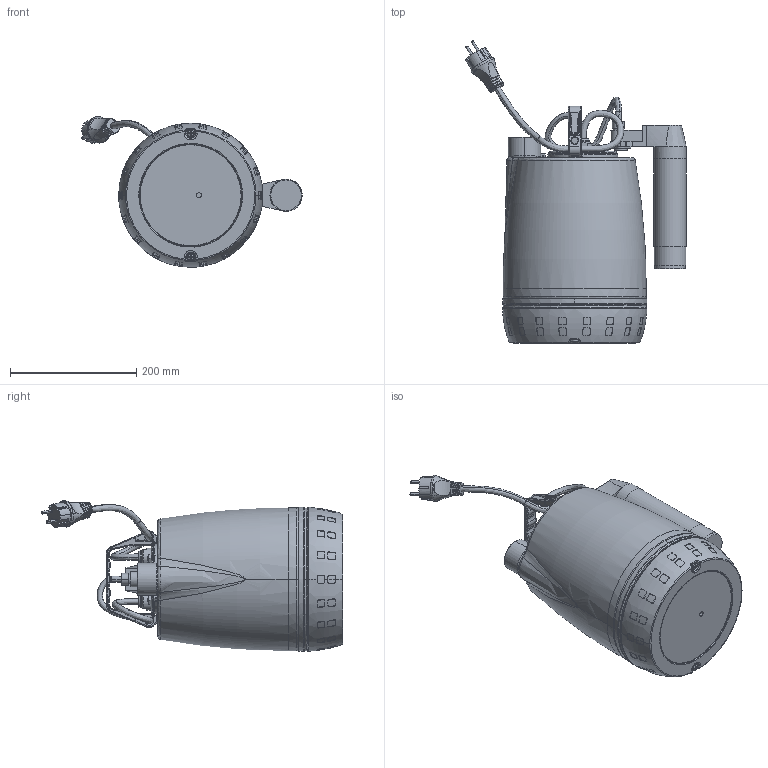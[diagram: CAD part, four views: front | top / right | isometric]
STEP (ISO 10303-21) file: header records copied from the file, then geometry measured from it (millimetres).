
FILE_DESCRIPTION (( 'STEP AP203' ), '1' );
FILE_NAME ('4.93.601.12swa00.step', '2023-06-14T14:49:30', ( '' ), ( '' ), 'SwSTEP 2.0', 'SolidWorks 2020', '' );
FILE_SCHEMA (( 'CONFIG_CONTROL_DESIGN' ));
Length unit declared in the file: millimetre
Products named in the file (6): Copia di Coperchio Mono GF^4.93.601.12swa00; 4.93.601.12swa00; Copia di 4_93_601_10_REV00^Copia di Coperchio Mono GF_4.93.601.12swa00; Copia di 4_93_601_03_REV00^4.93.601.12swa00; Copia di GF^Copia di Coperchio Mono GF_4.93.601.12swa00; Copia di 3_92_236_REV00^Copia di Coperchio Mono GF_4.93.601.12swa00
Assembly tree (5 placements, depth 3):
  4.93.601.12swa00
    Copia di Coperchio Mono GF^4.93.601.12swa00
      Copia di 4_93_601_10_REV00^Copia di Coperchio Mono GF_4.93.601.12swa00
      Copia di 3_92_236_REV00^Copia di Coperchio Mono GF_4.93.601.12swa00
      Copia di GF^Copia di Coperchio Mono GF_4.93.601.12swa00
    Copia di 4_93_601_03_REV00^4.93.601.12swa00
Bounding box: 348.83 x 477.85 x 238.31 mm (x, y, z)
Volume: 12153738.7 mm3; surface area: 542164.4 mm2
Topology: 31 solids, 32 shells, 2073 faces, 5303 edges, 3302 vertices
Faces by surface type: plane 742, cylinder 693, bspline 452, cone 104, torus 62, sphere 20
Entity records: 120597 total; most frequent: CARTESIAN_POINT 75344, ORIENTED_EDGE 10490, DIRECTION 7234, EDGE_CURVE 5245, VERTEX_POINT 3300, AXIS2_PLACEMENT_3D 2567, EDGE_LOOP 2185, B_SPLINE_CURVE_WITH_KNOTS 2131
